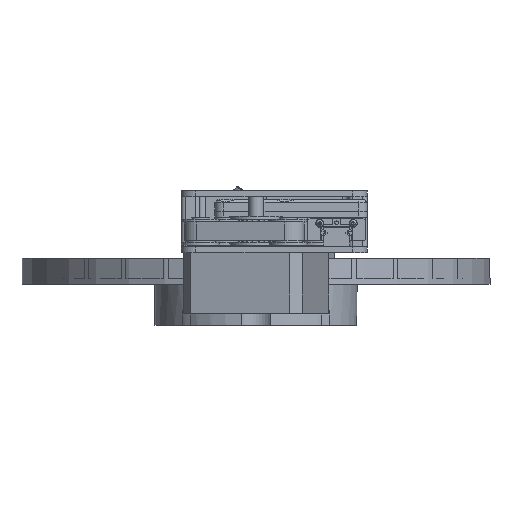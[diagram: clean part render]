
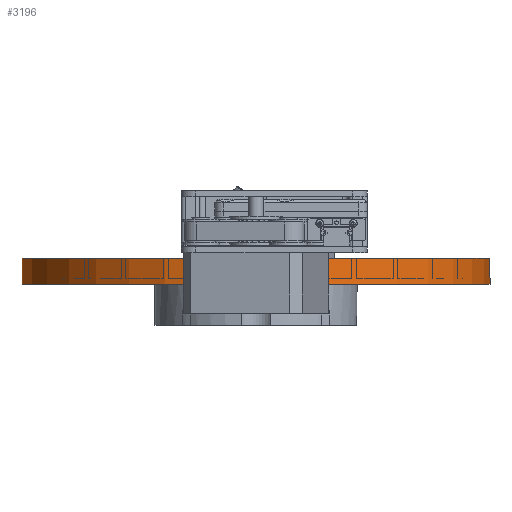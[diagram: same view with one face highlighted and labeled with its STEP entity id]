
A CAD part, front view. The second image highlights one B-rep face of the part: STEP entity #3196.
In plain terms, the highlighted cylindrical face has radius 80 mm (diameter 160 mm), a full revolution.
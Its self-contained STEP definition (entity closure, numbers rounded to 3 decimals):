
#909=CYLINDRICAL_SURFACE('',#25473,80.);
#1914=FACE_OUTER_BOUND('',#8001,.T.);
#3196=ADVANCED_FACE('',(#1914),#909,.T.);
#5211=CIRCLE('',#25222,80.);
#5326=CIRCLE('',#25472,80.);
#8001=EDGE_LOOP('',(#13878,#13879,#13880,#13881));
#13878=ORIENTED_EDGE('',*,*,#19198,.F.);
#13879=ORIENTED_EDGE('',*,*,#19526,.T.);
#13880=ORIENTED_EDGE('',*,*,#19527,.T.);
#13881=ORIENTED_EDGE('',*,*,#19526,.F.);
#16231=VERTEX_POINT('',#48485);
#16450=VERTEX_POINT('',#49167);
#19198=EDGE_CURVE('',#16231,#16231,#5211,.T.);
#19526=EDGE_CURVE('',#16231,#16450,#21337,.T.);
#19527=EDGE_CURVE('',#16450,#16450,#5326,.T.);
#21337=LINE('',#49166,#23018);
#23018=VECTOR('',#31915,1.);
#25222=AXIS2_PLACEMENT_3D('',#48484,#31202,#31203);
#25472=AXIS2_PLACEMENT_3D('',#49168,#31916,#31917);
#25473=AXIS2_PLACEMENT_3D('',#49169,#31918,#31919);
#31202=DIRECTION('',(0.,0.,1.));
#31203=DIRECTION('',(0.731,0.683,0.));
#31915=DIRECTION('',(0.,0.,-1.));
#31916=DIRECTION('',(0.,0.,1.));
#31917=DIRECTION('',(0.921,-0.39,0.));
#31918=DIRECTION('',(0.,0.,1.));
#31919=DIRECTION('',(-0.921,0.39,0.));
#48484=CARTESIAN_POINT('',(0.,0.,
23.));
#48485=CARTESIAN_POINT('',(-73.675,31.177,23.));
#49166=CARTESIAN_POINT('',(-73.675,31.177,14.));
#49167=CARTESIAN_POINT('',(-73.675,31.177,14.));
#49168=CARTESIAN_POINT('',(0.,0.,
14.));
#49169=CARTESIAN_POINT('',(0.,0.,
14.));
